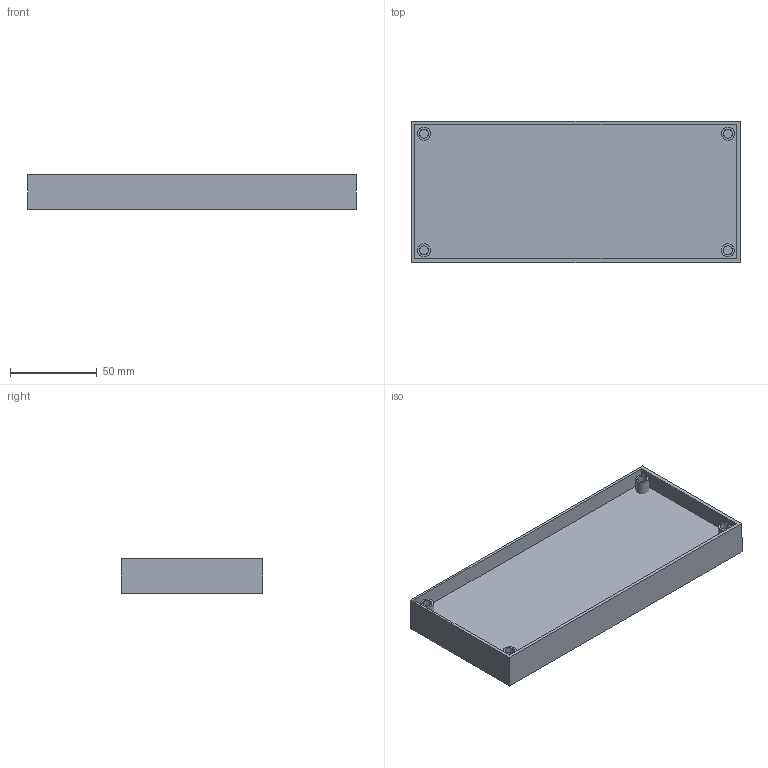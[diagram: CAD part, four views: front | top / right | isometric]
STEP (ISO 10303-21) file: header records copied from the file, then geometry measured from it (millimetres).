
FILE_DESCRIPTION(/* description */ ('KiCad electronic assembly'),/* implementation_level */ '2;1');
FILE_NAME(/* name */ 'Final_PCB.step',/* time_stamp */ '2025-04-28T14:11:47-04:00',/* author */ (''),/* organization */ (''),/* preprocessor_version */ 'ST-DEVELOPER v20.1',/* originating_system */ 'Autodesk Translation Framework v14.4.0.0',/* authorisation */ '');
FILE_SCHEMA (('AUTOMOTIVE_DESIGN { 1 0 10303 214 3 1 1 }'));
Length unit declared in the file: millimetre
Products named in the file (2): Final_PCB 1; Final_PCB PCB
Assembly tree (1 placements, depth 2):
  Final_PCB 1
    Final_PCB PCB
Bounding box: 188.79 x 81.14 x 20 mm (x, y, z)
Volume: 187155.6 mm3; surface area: 78438.5 mm2
Topology: 6 solids, 6 shells, 334 faces, 951 edges, 634 vertices
Faces by surface type: cylinder 302, plane 32
Full cylindrical faces by diameter (mm): 0.6 x2, 0.7 x40, 0.8 x56, 1 x4, 1.02 x108, 1.1 x48, 1.2 x32, 3.7 x4, 5.159 x4, 7.5 x4
Entity records: 12472 total; most frequent: DIRECTION 2229, CARTESIAN_POINT 1922, ORIENTED_EDGE 1902, EDGE_CURVE 951, AXIS2_PLACEMENT_3D 941, EDGE_LOOP 927, VERTEX_POINT 634, CIRCLE 604
